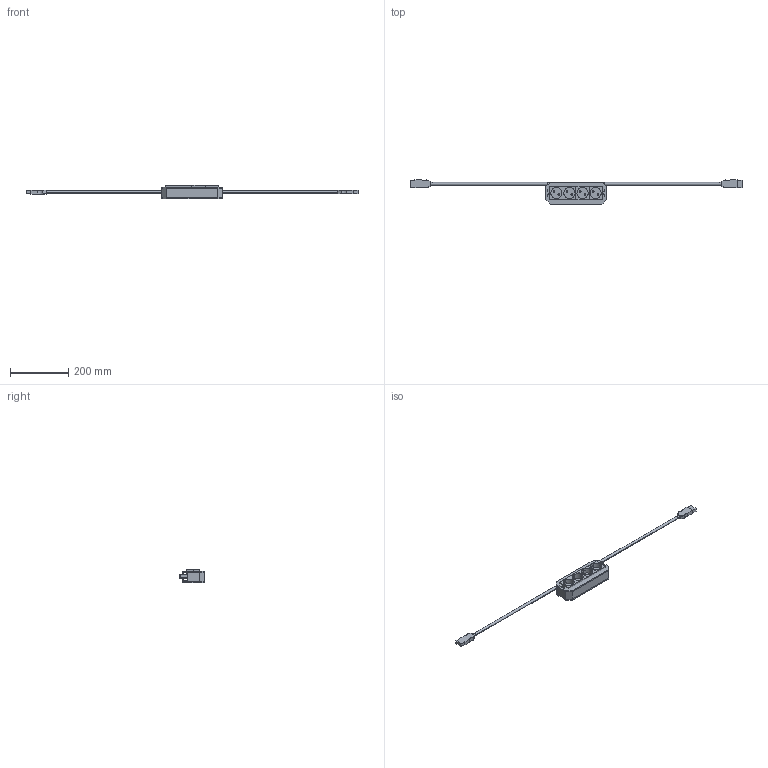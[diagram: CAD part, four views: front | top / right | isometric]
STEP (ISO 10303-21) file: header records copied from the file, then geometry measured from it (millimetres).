
FILE_DESCRIPTION (( 'STEP AP214' ), '1' );
FILE_NAME ('7404621.stp', '2020-12-08T12:52:41', ( '' ), ( '' ), 'SwSTEP 2.0', 'SolidWorks 2020', '' );
FILE_SCHEMA (( 'AUTOMOTIVE_DESIGN' ));
Length unit declared in the file: millimetre
Products named in the file (17): 044407_Standard; 044046_Standard; 044040_Standard; 077657_Standard; 071650_Standard; 109367_f〉 konfektionierten UT; P_0000011081_1_Stecker; 077656_Standard; 072941_Standard; 044405_Standard; 071656_Standard; 044048_Standard; 7404621; 109367T1_f〉 konfektionierten UT; 044039_Standard
Assembly tree (20 placements, depth 4):
  7404621
    072941_Standard
    071650_Standard  x2
    071656_Standard
    044407_Standard
      044048_Standard
      077656_Standard
        044039_Standard
      077657_Standard
        044040_Standard
    109367_f〉 konfektionierten UT
      P_0000011081_1_Stecker
      109367T1_f〉 konfektionierten UT
    109367_f〉 konfektionierten UT
      P_0000011081_1_Stecker
      109367T1_f〉 konfektionierten UT
    044405_Standard
      044046_Standard
      077656_Standard
        044039_Standard
Bounding box: 1142.42 x 83.45 x 46 mm (x, y, z)
Volume: 462861.3 mm3; surface area: 195641.4 mm2
Topology: 13 solids, 13 shells, 269 faces, 676 edges, 448 vertices
Faces by surface type: plane 197, cylinder 68, torus 4
Entity records: 6274 total; most frequent: CARTESIAN_POINT 1010, DIRECTION 994, ORIENTED_EDGE 952, EDGE_CURVE 476, LINE 394, VECTOR 394, VERTEX_POINT 316, AXIS2_PLACEMENT_3D 300
